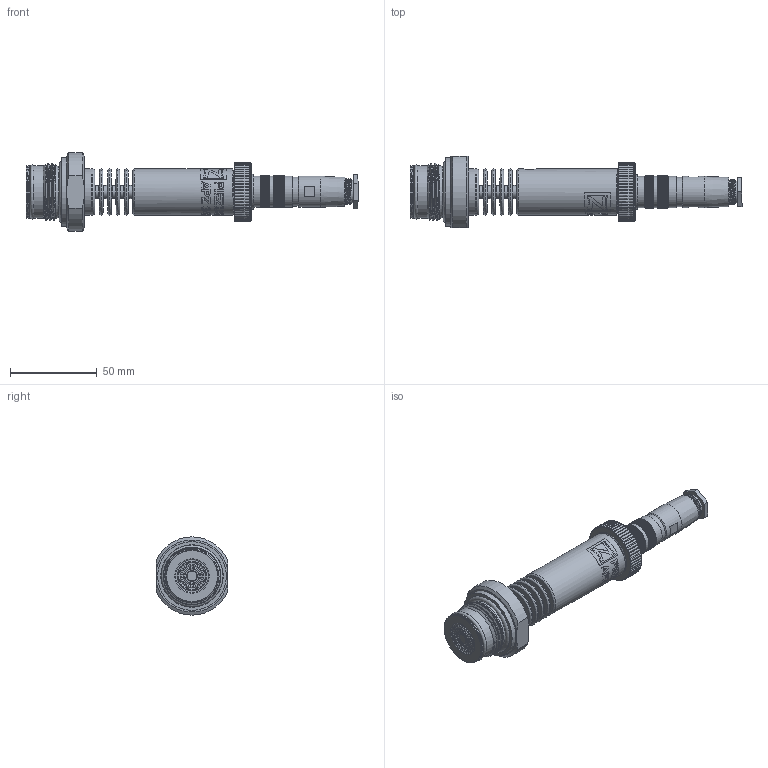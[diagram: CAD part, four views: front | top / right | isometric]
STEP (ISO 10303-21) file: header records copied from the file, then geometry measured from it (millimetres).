
FILE_DESCRIPTION(/* description */ (''),/* implementation_level */ '2;1');
FILE_NAME(/* name */ 'APZ3420m_G1DIN-solidflush_radiator_7.step',/* time_stamp */ '2021-07-06T15:54:06+03:00',/* author */ (''),/* organization */ (''),/* preprocessor_version */ 'ST-DEVELOPER v18.1',/* originating_system */ 'Autodesk Translation Framework v10.9.0.1377',/* authorisation */ '');
FILE_SCHEMA (('AUTOMOTIVE_DESIGN { 1 0 10303 214 3 1 1 }'));
Products named in the file (8): АПЗ 3420м заполненная; OMAL nut M27x1.5; Ш100.000.005; Binder 723 assembly; Binder 723 female; Binder 723 male; shell radiator; G1 flush diaphragm
Assembly tree (7 placements, depth 3):
  АПЗ 3420м заполненная
    OMAL nut M27x1.5
    Ш100.000.005
    Binder 723 assembly
      Binder 723 female
      Binder 723 male
    shell radiator
    G1 flush diaphragm
Bounding box: 191.08 x 41 x 45 mm (x, y, z)
Volume: 95579.8 mm3; surface area: 36733 mm2
Topology: 10 solids, 10 shells, 3612 faces, 9143 edges, 5983 vertices
Faces by surface type: plane 2167, cylinder 631, bspline 468, cone 305, torus 41
Full cylindrical faces by diameter (mm): 1 x15, 1.5 x5, 2 x2, 4 x1, 7.183 x1, 7.5 x5, 10 x1, 11.8 x1, 12 x1, 13 x1, 13.5 x1, 13.741 x3, 14.884 x2, 15.044 x5, 15.2 x1, 15.908 x4, 16.8 x1, 17.044 x7, 17.283 x6, 17.6 x1, 17.908 x7, 18 x4, 18.124 x7, 18.161 x2, 20 x1, 21.4 x2, 22.3 x1, 22.5 x1, 24.5 x3, 25.132 x4
Entity records: 134821 total; most frequent: CARTESIAN_POINT 48533, DIRECTION 18331, ORIENTED_EDGE 18286, EDGE_CURVE 9143, AXIS2_PLACEMENT_3D 7910, VERTEX_POINT 5983, EDGE_LOOP 4054, ELLIPSE 3870
